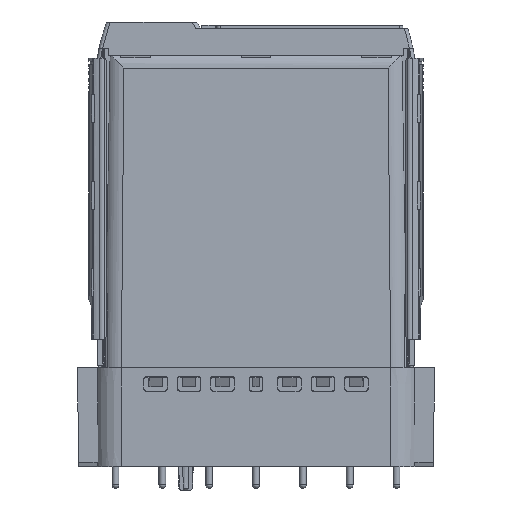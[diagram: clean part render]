
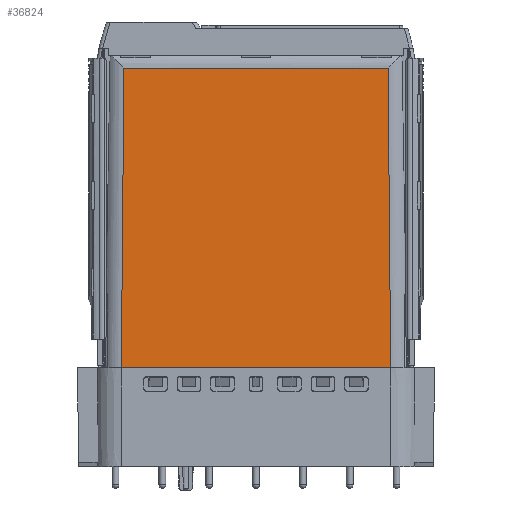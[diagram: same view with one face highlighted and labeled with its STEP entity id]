
A CAD part, front view. The second image highlights one B-rep face of the part: STEP entity #36824.
In plain terms, the highlighted planar face has unit normal (0, -1, 0.009).
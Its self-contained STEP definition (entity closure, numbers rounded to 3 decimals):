
#6094=DIRECTION('',(1.,0.,0.));
#6095=VECTOR('',#6094,75.826);
#6096=CARTESIAN_POINT('',(-37.913,-11.75,
-95.657));
#6097=LINE('',#6096,#6095);
#6098=DIRECTION('',(-0.009,-0.009,-1.));
#6099=VECTOR('',#6098,89.559);
#6100=CARTESIAN_POINT('',(-39.469,-10.968,
-5.948));
#6101=LINE('',#6100,#6099);
#6102=DIRECTION('',(1.,0.,0.));
#6103=VECTOR('',#6102,78.937);
#6104=CARTESIAN_POINT('',(-39.469,-10.968,
-5.948));
#6105=LINE('',#6104,#6103);
#6106=DIRECTION('',(0.009,-0.009,-1.));
#6107=VECTOR('',#6106,89.559);
#6108=CARTESIAN_POINT('',(39.469,-10.968,
-5.948));
#6109=LINE('',#6108,#6107);
#6118=DIRECTION('',(1.,0.,0.));
#6119=VECTOR('',#6118,2.309);
#6120=CARTESIAN_POINT('',(-40.25,-11.75,-95.5));
#6121=LINE('',#6120,#6119);
#6122=DIRECTION('',(-0.174,0.003,0.985));
#6123=VECTOR('',#6122,0.16);
#6124=CARTESIAN_POINT('',(-37.913,-11.75,
-95.657));
#6125=LINE('',#6124,#6123);
#6189=DIRECTION('',(-0.174,-0.003,-0.985));
#6190=VECTOR('',#6189,0.16);
#6191=CARTESIAN_POINT('',(37.941,-11.75,-95.5));
#6192=LINE('',#6191,#6190);
#6193=DIRECTION('',(-1.,0.,0.));
#6194=VECTOR('',#6193,2.309);
#6195=CARTESIAN_POINT('',(40.25,-11.75,-95.5));
#6196=LINE('',#6195,#6194);
#23007=CARTESIAN_POINT('',(-39.469,-10.968,
-5.948));
#23008=CARTESIAN_POINT('',(-40.25,-11.75,-95.5));
#23009=VERTEX_POINT('',#23007);
#23010=VERTEX_POINT('',#23008);
#23011=CARTESIAN_POINT('',(39.469,-10.968,
-5.948));
#23012=VERTEX_POINT('',#23011);
#23013=CARTESIAN_POINT('',(40.25,-11.75,-95.5));
#23014=VERTEX_POINT('',#23013);
#23067=CARTESIAN_POINT('',(37.941,-11.75,-95.5));
#23068=VERTEX_POINT('',#23067);
#23069=CARTESIAN_POINT('',(-37.941,-11.75,-95.5));
#23070=VERTEX_POINT('',#23069);
#25048=CARTESIAN_POINT('',(-37.913,-11.75,
-95.657));
#25049=CARTESIAN_POINT('',(37.913,-11.75,
-95.657));
#25050=VERTEX_POINT('',#25048);
#25051=VERTEX_POINT('',#25049);
#36805=CARTESIAN_POINT('',(-49.025,-11.75,-95.5));
#36806=DIRECTION('',(0.,-1.,0.009));
#36807=DIRECTION('',(1.,0.,0.));
#36808=AXIS2_PLACEMENT_3D('',#36805,#36806,#36807);
#36809=PLANE('',#36808);
#36810=ORIENTED_EDGE('',*,*,#32950,.F.);
#36812=ORIENTED_EDGE('',*,*,#36811,.T.);
#36814=ORIENTED_EDGE('',*,*,#36813,.F.);
#36815=ORIENTED_EDGE('',*,*,#36788,.F.);
#36816=ORIENTED_EDGE('',*,*,#28516,.T.);
#36817=ORIENTED_EDGE('',*,*,#28704,.T.);
#36819=ORIENTED_EDGE('',*,*,#36818,.T.);
#36821=ORIENTED_EDGE('',*,*,#36820,.T.);
#36822=EDGE_LOOP('',(#36810,#36812,#36814,#36815,#36816,#36817,#36819,#36821));
#36823=FACE_OUTER_BOUND('',#36822,.F.);
#36824=ADVANCED_FACE('',(#36823),#36809,.T.);
#28516=EDGE_CURVE('',#23009,#23012,#6105,.T.);
#28704=EDGE_CURVE('',#23012,#23014,#6109,.T.);
#32950=EDGE_CURVE('',#25050,#25051,#6097,.T.);
#36788=EDGE_CURVE('',#23009,#23010,#6101,.T.);
#36811=EDGE_CURVE('',#25050,#23070,#6125,.T.);
#36813=EDGE_CURVE('',#23010,#23070,#6121,.T.);
#36818=EDGE_CURVE('',#23014,#23068,#6196,.T.);
#36820=EDGE_CURVE('',#23068,#25051,#6192,.T.);
